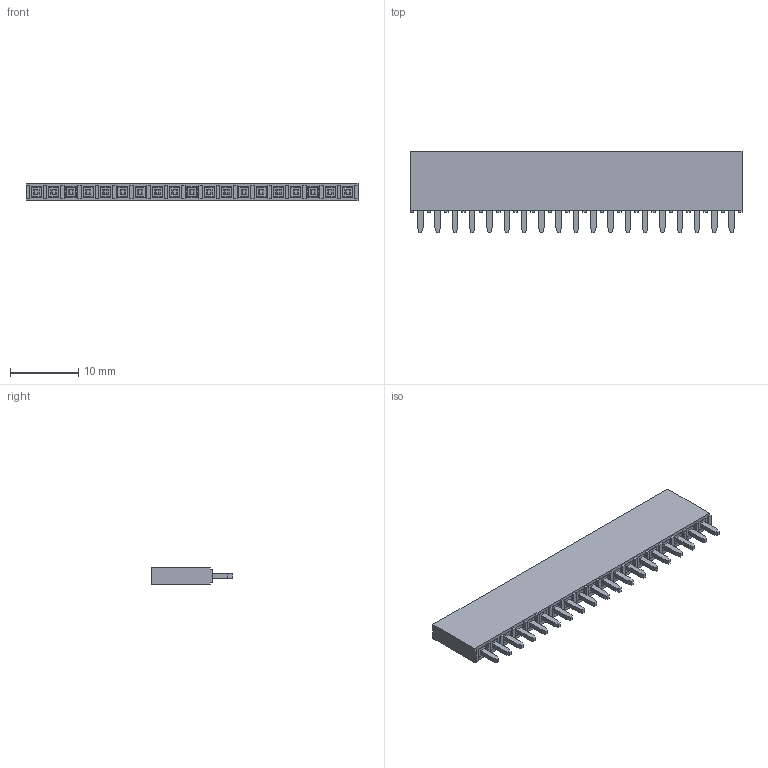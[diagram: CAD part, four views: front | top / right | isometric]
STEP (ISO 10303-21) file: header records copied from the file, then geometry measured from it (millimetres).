
FILE_DESCRIPTION (( 'STEP AP214' ), '1' );
FILE_NAME ('19-Pin Header - Female - 2.54mm.STEP', '2023-09-02T11:55:35', ( '' ), ( '' ), 'SwSTEP 2.0', 'SolidWorks 2022', '' );
FILE_SCHEMA (( 'AUTOMOTIVE_DESIGN' ));
Length unit declared in the file: millimetre
Products named in the file (1): 19-Pin Header - Female - 2.54mm
Bounding box: 48.76 x 12 x 2.5 mm (x, y, z)
Volume: 810.5 mm3; surface area: 2968.5 mm2
Topology: 1 solids, 1 shells, 769 faces, 1810 edges, 1156 vertices
Faces by surface type: plane 769
Entity records: 29861 total; most frequent: CARTESIAN_POINT 3736, ORIENTED_EDGE 3620, DIRECTION 3350, VECTOR 1810, LINE 1810, EDGE_CURVE 1810, VERTEX_POINT 1156, EDGE_LOOP 882
